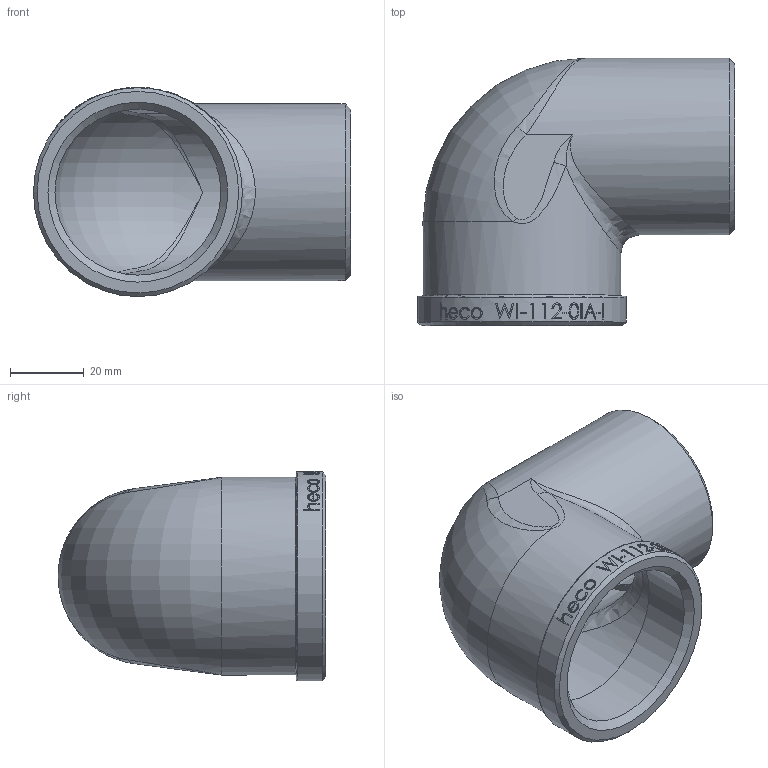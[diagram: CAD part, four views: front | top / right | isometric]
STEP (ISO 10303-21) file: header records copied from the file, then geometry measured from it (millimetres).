
FILE_DESCRIPTION (( 'STEP AP214' ), '1' );
FILE_NAME ('heco_WI-112-0IA-I.STEP', '2015-11-03T09:46:51', ( 'test' ), ( '' ), 'SwSTEP 2.0', 'SolidWorks 2011', '' );
FILE_SCHEMA (( 'AUTOMOTIVE_DESIGN' ));
Length unit declared in the file: millimetre
Products named in the file (1): heco_WI-112-0IA-I
Bounding box: 85.75 x 72.4 x 56.6 mm (x, y, z)
Volume: 45657.7 mm3; surface area: 30883.6 mm2
Topology: 1 solids, 1 shells, 192 faces, 486 edges, 311 vertices
Faces by surface type: bspline 89, plane 67, cylinder 27, cone 5, torus 4
Full cylindrical faces by diameter (mm): 39.5 x1, 43.003 x1, 44.845 x1, 47.803 x1, 48.7 x1, 53.5 x1, 56.5 x1
Entity records: 18235 total; most frequent: CARTESIAN_POINT 12356, ORIENTED_EDGE 916, DIRECTION 478, EDGE_CURVE 458, VERTEX_POINT 305, B_SPLINE_CURVE_WITH_KNOTS 275, EDGE_LOOP 231, FACE_OUTER_BOUND 201
